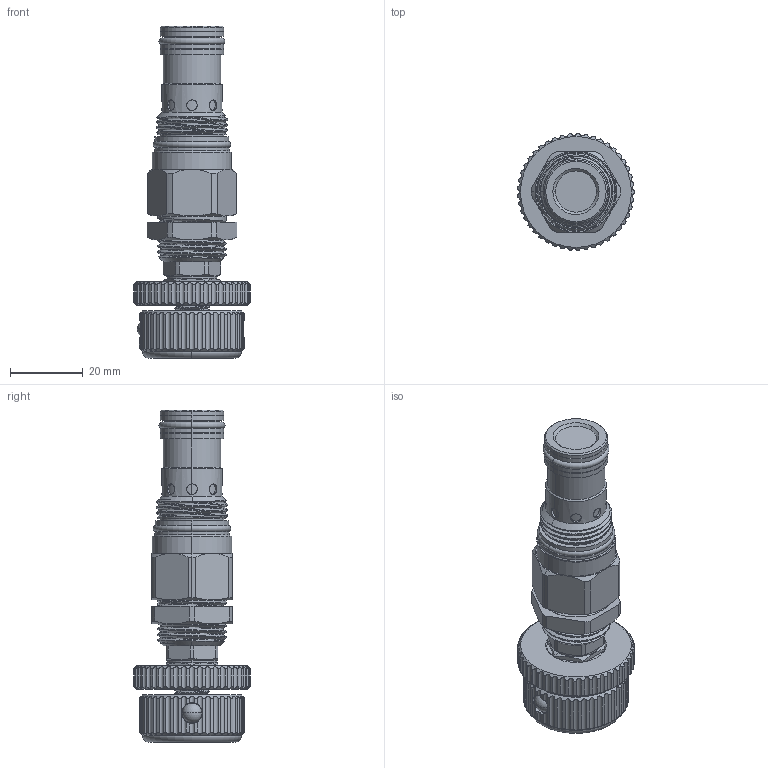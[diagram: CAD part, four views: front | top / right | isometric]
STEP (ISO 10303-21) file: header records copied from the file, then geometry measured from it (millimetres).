
FILE_DESCRIPTION (( 'STEP AP203' ), '1' );
FILE_NAME ('NV13A20-KF.STEP', '2024-06-27T00:25:03', ( '' ), ( '' ), 'SwSTEP 2.0', 'SolidWorks 2018', '' );
FILE_SCHEMA (( 'CONFIG_CONTROL_DESIGN' ));
Products named in the file (1): NV13A20-KF
Bounding box: 32.18 x 32.2 x 91.58 mm (x, y, z)
Volume: 33258.6 mm3; surface area: 11237.8 mm2
Topology: 1 solids, 7 shells, 652 faces, 1739 edges, 1127 vertices
Faces by surface type: cylinder 355, plane 174, cone 74, bspline 35, torus 12, sphere 2
Entity records: 35298 total; most frequent: CARTESIAN_POINT 19988, ORIENTED_EDGE 3454, DIRECTION 2833, EDGE_CURVE 1727, VERTEX_POINT 1127, AXIS2_PLACEMENT_3D 1078, EDGE_LOOP 694, LINE 677
